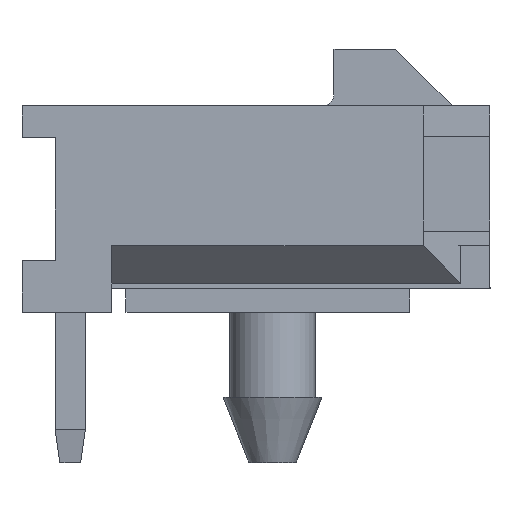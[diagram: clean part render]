
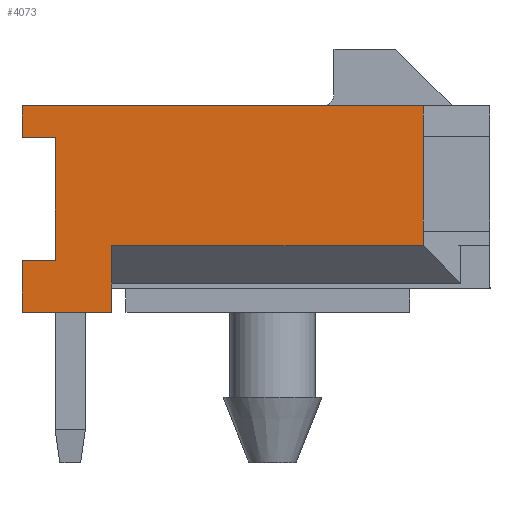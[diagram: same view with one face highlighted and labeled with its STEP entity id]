
A CAD part, left-side view. The second image highlights one B-rep face of the part: STEP entity #4073.
In plain terms, the highlighted planar face has unit normal (-1, 0, 0).
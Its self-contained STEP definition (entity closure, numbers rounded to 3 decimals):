
#501=ORIENTED_EDGE('',*,*,#1603,.T.);
#502=ORIENTED_EDGE('',*,*,#1604,.T.);
#503=ORIENTED_EDGE('',*,*,#1596,.T.);
#504=ORIENTED_EDGE('',*,*,#1605,.T.);
#505=ORIENTED_EDGE('',*,*,#1606,.F.);
#506=ORIENTED_EDGE('',*,*,#1607,.T.);
#507=ORIENTED_EDGE('',*,*,#1608,.F.);
#508=ORIENTED_EDGE('',*,*,#1609,.F.);
#509=ORIENTED_EDGE('',*,*,#1610,.F.);
#510=ORIENTED_EDGE('',*,*,#1348,.T.);
#511=ORIENTED_EDGE('',*,*,#1602,.T.);
#512=ORIENTED_EDGE('',*,*,#1611,.T.);
#1348=EDGE_CURVE('',#1934,#1933,#2318,.T.);
#1596=EDGE_CURVE('',#2125,#2126,#2566,.T.);
#1602=EDGE_CURVE('',#1933,#2130,#2572,.T.);
#1603=EDGE_CURVE('',#2131,#2132,#2573,.T.);
#1604=EDGE_CURVE('',#2132,#2125,#2574,.T.);
#1605=EDGE_CURVE('',#2126,#2133,#2575,.T.);
#1606=EDGE_CURVE('',#2134,#2133,#2576,.T.);
#1607=EDGE_CURVE('',#2134,#2135,#2577,.T.);
#1608=EDGE_CURVE('',#2136,#2135,#2578,.T.);
#1609=EDGE_CURVE('',#2137,#2136,#2579,.T.);
#1610=EDGE_CURVE('',#1934,#2137,#2580,.T.);
#1611=EDGE_CURVE('',#2130,#2131,#2581,.T.);
#1933=VERTEX_POINT('',#5724);
#1934=VERTEX_POINT('',#5726);
#2125=VERTEX_POINT('',#6209);
#2126=VERTEX_POINT('',#6210);
#2130=VERTEX_POINT('',#6220);
#2131=VERTEX_POINT('',#6224);
#2132=VERTEX_POINT('',#6225);
#2133=VERTEX_POINT('',#6228);
#2134=VERTEX_POINT('',#6230);
#2135=VERTEX_POINT('',#6232);
#2136=VERTEX_POINT('',#6234);
#2137=VERTEX_POINT('',#6236);
#2318=LINE('',#5725,#2893);
#2566=LINE('',#6208,#3141);
#2572=LINE('',#6221,#3147);
#2573=LINE('',#6223,#3148);
#2574=LINE('',#6226,#3149);
#2575=LINE('',#6227,#3150);
#2576=LINE('',#6229,#3151);
#2577=LINE('',#6231,#3152);
#2578=LINE('',#6233,#3153);
#2579=LINE('',#6235,#3154);
#2580=LINE('',#6237,#3155);
#2581=LINE('',#6238,#3156);
#2893=VECTOR('',#4617,1000.);
#3141=VECTOR('',#4953,1000.);
#3147=VECTOR('',#4961,1000.);
#3148=VECTOR('',#4964,1000.);
#3149=VECTOR('',#4965,1000.);
#3150=VECTOR('',#4966,1000.);
#3151=VECTOR('',#4967,1000.);
#3152=VECTOR('',#4968,1000.);
#3153=VECTOR('',#4969,1000.);
#3154=VECTOR('',#4970,1000.);
#3155=VECTOR('',#4971,1000.);
#3156=VECTOR('',#4972,1000.);
#3445=EDGE_LOOP('',(#501,#502,#503,#504,#505,#506,#507,#508,#509,#510,#511,
#512));
#3664=FACE_BOUND('',#3445,.T.);
#3872=PLANE('',#4311);
#4073=ADVANCED_FACE('',(#3664),#3872,.T.);
#4311=AXIS2_PLACEMENT_3D('',#6222,#4962,#4963);
#4617=DIRECTION('',(0.,1.,0.));
#4953=DIRECTION('',(0.,0.,-1.));
#4961=DIRECTION('',(0.,0.,-1.));
#4962=DIRECTION('',(-1.,0.,0.));
#4963=DIRECTION('',(0.,0.,1.));
#4964=DIRECTION('',(0.,0.,-1.));
#4965=DIRECTION('',(0.,1.,0.));
#4966=DIRECTION('',(0.,-1.,0.));
#4967=DIRECTION('',(0.,0.,-1.));
#4968=DIRECTION('',(0.,-1.,0.));
#4969=DIRECTION('',(0.,0.,-1.));
#4970=DIRECTION('',(0.,0.,-1.));
#4971=DIRECTION('',(0.,0.,-1.));
#4972=DIRECTION('',(0.,-1.,0.));
#5724=CARTESIAN_POINT('',(-7.825,4.95,2.185));
#5725=CARTESIAN_POINT('',(-7.825,-4.95,2.185));
#5726=CARTESIAN_POINT('',(-7.825,-3.536,2.185));
#6208=CARTESIAN_POINT('',(-7.825,4.95,2.185));
#6209=CARTESIAN_POINT('',(-7.825,4.95,-1.085));
#6210=CARTESIAN_POINT('',(-7.825,4.95,-2.185));
#6220=CARTESIAN_POINT('',(-7.825,4.95,1.515));
#6221=CARTESIAN_POINT('',(-7.825,4.95,2.185));
#6222=CARTESIAN_POINT('',(-7.825,0.,0.));
#6223=CARTESIAN_POINT('',(-7.825,4.25,0.));
#6224=CARTESIAN_POINT('',(-7.825,4.25,1.515));
#6225=CARTESIAN_POINT('',(-7.825,4.25,-1.085));
#6226=CARTESIAN_POINT('',(-7.825,0.,-1.085));
#6227=CARTESIAN_POINT('',(-7.825,4.95,-2.185));
#6228=CARTESIAN_POINT('',(-7.825,3.05,-2.185));
#6229=CARTESIAN_POINT('',(-7.825,3.05,-2.185));
#6230=CARTESIAN_POINT('',(-7.825,3.05,-0.771));
#6231=CARTESIAN_POINT('',(-7.825,3.05,-0.771));
#6232=CARTESIAN_POINT('',(-7.825,-3.536,-0.771));
#6233=CARTESIAN_POINT('',(-7.825,-3.536,0.));
#6234=CARTESIAN_POINT('',(-7.825,-3.536,-0.465));
#6235=CARTESIAN_POINT('',(-7.825,-3.536,1.535));
#6236=CARTESIAN_POINT('',(-7.825,-3.536,1.535));
#6237=CARTESIAN_POINT('',(-7.825,-3.536,0.));
#6238=CARTESIAN_POINT('',(-7.825,0.,1.515));
